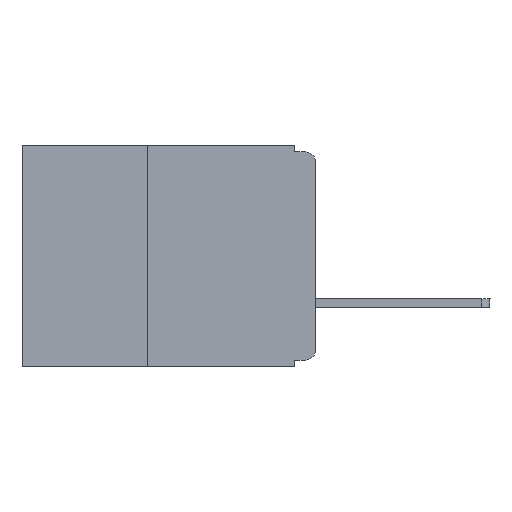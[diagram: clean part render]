
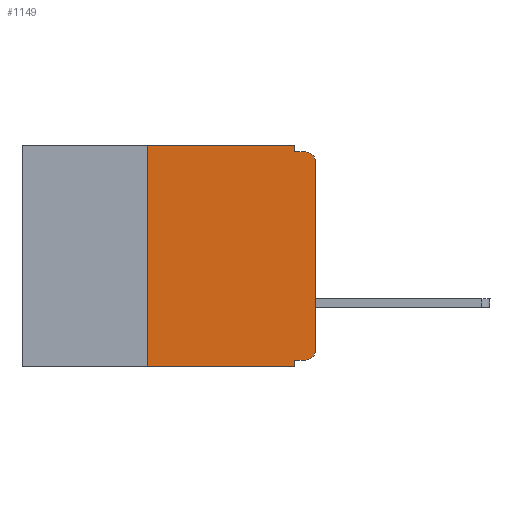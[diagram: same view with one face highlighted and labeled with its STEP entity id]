
A CAD part, left-side view. The second image highlights one B-rep face of the part: STEP entity #1149.
In plain terms, the highlighted planar face has unit normal (-1, 0, 0).
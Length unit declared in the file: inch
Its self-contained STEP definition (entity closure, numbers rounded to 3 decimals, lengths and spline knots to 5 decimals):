
#167 = DIRECTION ( 'NONE',  ( 1., 0., 0. ) ) ;
#193 = VECTOR ( 'NONE', #8100, 39.37008 ) ;
#219 = DIRECTION ( 'NONE',  ( 0., 1., 0. ) ) ;
#310 = CIRCLE ( 'NONE', #9352, 0.015 ) ;
#335 = VERTEX_POINT ( 'NONE', #11761 ) ;
#416 = VERTEX_POINT ( 'NONE', #7892 ) ;
#476 = VERTEX_POINT ( 'NONE', #11888 ) ;
#651 = ORIENTED_EDGE ( 'NONE', *, *, #9320, .T. ) ;
#909 = CARTESIAN_POINT ( 'NONE',  ( 0., 0.437, 0. ) ) ;
#931 = EDGE_CURVE ( 'NONE', #335, #6335, #310, .T. ) ;
#980 = VECTOR ( 'NONE', #7568, 39.37008 ) ;
#1049 = VERTEX_POINT ( 'NONE', #3092 ) ;
#1054 = LINE ( 'NONE', #5371, #12390 ) ;
#1149 = ADVANCED_FACE ( 'NONE', ( #11361 ), #6203, .F. ) ;
#1195 = CARTESIAN_POINT ( 'NONE',  ( 0., 0.437, 0. ) ) ;
#1241 = AXIS2_PLACEMENT_3D ( 'NONE', #1195, #167, #6129 ) ;
#1400 = CARTESIAN_POINT ( 'NONE',  ( 0., 0.031, -0.33 ) ) ;
#1404 = VECTOR ( 'NONE', #1710, 39.37008 ) ;
#1533 = CARTESIAN_POINT ( 'NONE',  ( 0., 0., -0.01 ) ) ;
#1606 = LINE ( 'NONE', #1533, #980 ) ;
#1710 = DIRECTION ( 'NONE',  ( 0., -1., 0. ) ) ;
#1840 = CARTESIAN_POINT ( 'NONE',  ( 0., 0.25, -0.33 ) ) ;
#1985 = DIRECTION ( 'NONE',  ( 0., 0., -1. ) ) ;
#2110 = CIRCLE ( 'NONE', #5561, 0.015 ) ;
#2122 = ORIENTED_EDGE ( 'NONE', *, *, #12299, .F. ) ;
#2278 = LINE ( 'NONE', #4076, #193 ) ;
#2799 = VERTEX_POINT ( 'NONE', #2993 ) ;
#2993 = CARTESIAN_POINT ( 'NONE',  ( 0., 0.25, 0. ) ) ;
#3092 = CARTESIAN_POINT ( 'NONE',  ( 0., 0.031, -0.33 ) ) ;
#3117 = LINE ( 'NONE', #909, #7691 ) ;
#4076 = CARTESIAN_POINT ( 'NONE',  ( 0., 0., 0. ) ) ;
#4262 = EDGE_LOOP ( 'NONE', ( #6233, #9899, #9683, #2122, #7906, #11097, #651, #12071, #11928, #12184 ) ) ;
#4445 = DIRECTION ( 'NONE',  ( 0., 0., -1. ) ) ;
#4591 = EDGE_CURVE ( 'NONE', #476, #6379, #2110, .T. ) ;
#4928 = EDGE_CURVE ( 'NONE', #7800, #1049, #10736, .T. ) ;
#5070 = EDGE_CURVE ( 'NONE', #12101, #6335, #1606, .T. ) ;
#5371 = CARTESIAN_POINT ( 'NONE',  ( 0., 0.25, -0.33 ) ) ;
#5561 = AXIS2_PLACEMENT_3D ( 'NONE', #5894, #12969, #7933 ) ;
#5711 = VERTEX_POINT ( 'NONE', #1840 ) ;
#5894 = CARTESIAN_POINT ( 'NONE',  ( 0., 0.015, -0.305 ) ) ;
#6129 = DIRECTION ( 'NONE',  ( 0., 0., -1. ) ) ;
#6203 = PLANE ( 'NONE',  #1241 ) ;
#6233 = ORIENTED_EDGE ( 'NONE', *, *, #12506, .T. ) ;
#6335 = VERTEX_POINT ( 'NONE', #10036 ) ;
#6379 = VERTEX_POINT ( 'NONE', #8991 ) ;
#6637 = VECTOR ( 'NONE', #4445, 39.37008 ) ;
#6662 = LINE ( 'NONE', #7829, #7449 ) ;
#7107 = EDGE_CURVE ( 'NONE', #2799, #416, #3117, .T. ) ;
#7389 = EDGE_CURVE ( 'NONE', #5711, #2799, #1054, .T. ) ;
#7449 = VECTOR ( 'NONE', #1985, 39.37008 ) ;
#7481 = CARTESIAN_POINT ( 'NONE',  ( 0., 0.031, -0.01 ) ) ;
#7568 = DIRECTION ( 'NONE',  ( 0., -1., 0. ) ) ;
#7691 = VECTOR ( 'NONE', #9020, 39.37008 ) ;
#7727 = CARTESIAN_POINT ( 'NONE',  ( 0., 0.015, -0.025 ) ) ;
#7800 = VERTEX_POINT ( 'NONE', #10998 ) ;
#7829 = CARTESIAN_POINT ( 'NONE',  ( 0., 0.031, 0. ) ) ;
#7892 = CARTESIAN_POINT ( 'NONE',  ( 0., 0.031, 0. ) ) ;
#7906 = ORIENTED_EDGE ( 'NONE', *, *, #7107, .F. ) ;
#7933 = DIRECTION ( 'NONE',  ( 0., 0., -1. ) ) ;
#8100 = DIRECTION ( 'NONE',  ( 0., 0., 1. ) ) ;
#8433 = DIRECTION ( 'NONE',  ( 0., 0., 1. ) ) ;
#8619 = EDGE_CURVE ( 'NONE', #476, #7800, #11737, .T. ) ;
#8669 = DIRECTION ( 'NONE',  ( 0., 0., -1. ) ) ;
#8991 = CARTESIAN_POINT ( 'NONE',  ( 0., 0., -0.305 ) ) ;
#9020 = DIRECTION ( 'NONE',  ( 0., -1., 0. ) ) ;
#9065 = VECTOR ( 'NONE', #219, 39.37008 ) ;
#9320 = EDGE_CURVE ( 'NONE', #5711, #1049, #9903, .T. ) ;
#9352 = AXIS2_PLACEMENT_3D ( 'NONE', #7727, #11656, #8669 ) ;
#9479 = CARTESIAN_POINT ( 'NONE',  ( 0., 0., -0.32 ) ) ;
#9683 = ORIENTED_EDGE ( 'NONE', *, *, #5070, .F. ) ;
#9899 = ORIENTED_EDGE ( 'NONE', *, *, #931, .T. ) ;
#9903 = LINE ( 'NONE', #12565, #1404 ) ;
#10036 = CARTESIAN_POINT ( 'NONE',  ( 0., 0.015, -0.01 ) ) ;
#10736 = LINE ( 'NONE', #1400, #6637 ) ;
#10998 = CARTESIAN_POINT ( 'NONE',  ( 0., 0.031, -0.32 ) ) ;
#11097 = ORIENTED_EDGE ( 'NONE', *, *, #7389, .F. ) ;
#11361 = FACE_OUTER_BOUND ( 'NONE', #4262, .T. ) ;
#11656 = DIRECTION ( 'NONE',  ( -1., 0., 0. ) ) ;
#11737 = LINE ( 'NONE', #9479, #9065 ) ;
#11761 = CARTESIAN_POINT ( 'NONE',  ( 0., 0., -0.025 ) ) ;
#11888 = CARTESIAN_POINT ( 'NONE',  ( 0., 0.015, -0.32 ) ) ;
#11928 = ORIENTED_EDGE ( 'NONE', *, *, #8619, .F. ) ;
#12071 = ORIENTED_EDGE ( 'NONE', *, *, #4928, .F. ) ;
#12101 = VERTEX_POINT ( 'NONE', #7481 ) ;
#12184 = ORIENTED_EDGE ( 'NONE', *, *, #4591, .T. ) ;
#12299 = EDGE_CURVE ( 'NONE', #416, #12101, #6662, .T. ) ;
#12390 = VECTOR ( 'NONE', #8433, 39.37008 ) ;
#12506 = EDGE_CURVE ( 'NONE', #6379, #335, #2278, .T. ) ;
#12565 = CARTESIAN_POINT ( 'NONE',  ( 0., 0.437, -0.33 ) ) ;
#12969 = DIRECTION ( 'NONE',  ( -1., 0., 0. ) ) ;
